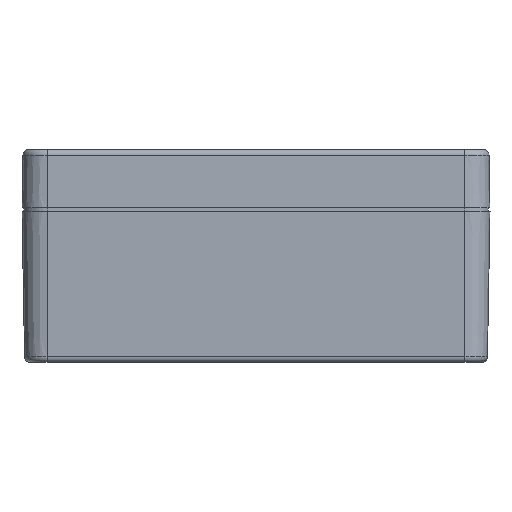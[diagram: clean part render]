
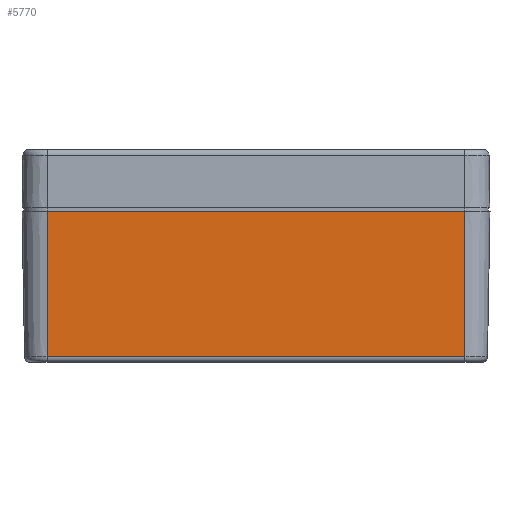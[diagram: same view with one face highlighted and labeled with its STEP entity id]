
A CAD part, front view. The second image highlights one B-rep face of the part: STEP entity #5770.
In plain terms, the highlighted planar face has unit normal (0, -1, -0.018).
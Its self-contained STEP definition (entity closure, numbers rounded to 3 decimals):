
#5635 = VERTEX_POINT ( 'NONE', #15729 ) ;
#5660 = EDGE_CURVE ( 'NONE', #5661, #5635, #15751, .T. ) ;
#5661 = VERTEX_POINT ( 'NONE', #15747 ) ;
#5750 = EDGE_CURVE ( 'NONE', #5751, #5767, #15875, .T. ) ;
#5751 = VERTEX_POINT ( 'NONE', #15871 ) ;
#5752 = ORIENTED_EDGE ( 'NONE', *, *, #5753, .F. ) ;
#5753 = EDGE_CURVE ( 'NONE', #5661, #5751, #15870, .T. ) ;
#5767 = VERTEX_POINT ( 'NONE', #15905 ) ;
#5769 = EDGE_CURVE ( 'NONE', #5635, #5767, #15904, .T. ) ;
#5770 = ADVANCED_FACE ( 'NONE', ( #15900 ), #15960, .T. ) ;
#5771 = EDGE_LOOP ( 'NONE', ( #5772, #5773, #5774, #5752 ) ) ;
#5772 = ORIENTED_EDGE ( 'NONE', *, *, #5660, .T. ) ;
#5773 = ORIENTED_EDGE ( 'NONE', *, *, #5769, .T. ) ;
#5774 = ORIENTED_EDGE ( 'NONE', *, *, #5750, .F. ) ;
#15729 = CARTESIAN_POINT ( 'NONE',  ( 987.373, -798.59, 11.763 ) ) ;
#15747 = CARTESIAN_POINT ( 'NONE',  ( 1095.373, -798.59, 11.763 ) ) ;
#15748 = DIRECTION ( 'NONE',  ( -1., 0., 0. ) ) ;
#15749 = VECTOR ( 'NONE', #15748, 1000. ) ;
#15750 = CARTESIAN_POINT ( 'NONE',  ( 1041.373, -798.59, 11.763 ) ) ;
#15751 = LINE ( 'NONE', #15750, #15749 ) ;
#15868 = VECTOR ( 'NONE', #15931, 1000. ) ;
#15869 = CARTESIAN_POINT ( 'NONE',  ( 1095.373, -9508.462, 499000. ) ) ;
#15870 = LINE ( 'NONE', #15869, #15868 ) ;
#15871 = CARTESIAN_POINT ( 'NONE',  ( 1095.373, -797.935, -25.763 ) ) ;
#15872 = DIRECTION ( 'NONE',  ( -1., 0., 0. ) ) ;
#15873 = VECTOR ( 'NONE', #15872, 1000. ) ;
#15874 = CARTESIAN_POINT ( 'NONE',  ( 1041.373, -797.935, -25.763 ) ) ;
#15875 = LINE ( 'NONE', #15874, #15873 ) ;
#15900 = FACE_OUTER_BOUND ( 'NONE', #5771, .T. ) ;
#15901 = DIRECTION ( 'NONE',  ( 0., 0.017, -1. ) ) ;
#15902 = VECTOR ( 'NONE', #15901, 1000. ) ;
#15903 = CARTESIAN_POINT ( 'NONE',  ( 987.373, -798.59, 11.763 ) ) ;
#15904 = LINE ( 'NONE', #15903, #15902 ) ;
#15905 = CARTESIAN_POINT ( 'NONE',  ( 987.373, -797.935, -25.763 ) ) ;
#15931 = DIRECTION ( 'NONE',  ( 0., 0.017, -1. ) ) ;
#15955 = DIRECTION ( 'NONE',  ( 0., 0.017, -1. ) ) ;
#15956 = DIRECTION ( 'NONE',  ( 0., -1., -0.017 ) ) ;
#15957 = CARTESIAN_POINT ( 'NONE',  ( 1041.373, -798.59, 11.763 ) ) ;
#15959 = AXIS2_PLACEMENT_3D ( 'NONE', #15957, #15956, #15955 ) ;
#15960 = PLANE ( 'NONE',  #15959 ) ;
